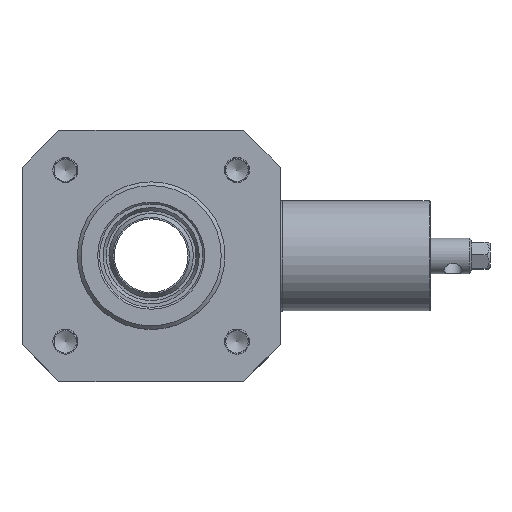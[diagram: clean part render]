
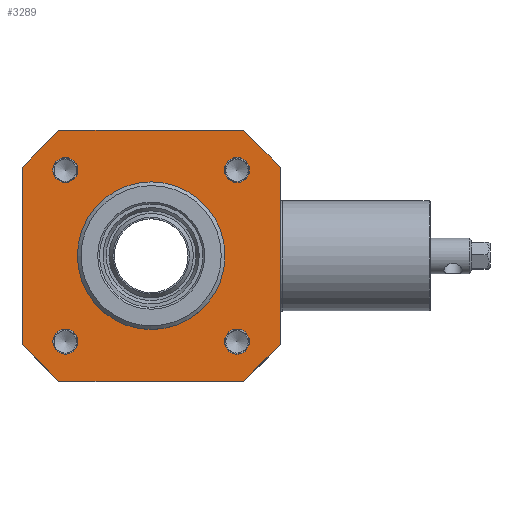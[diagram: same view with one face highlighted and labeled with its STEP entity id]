
A CAD part, top view. The second image highlights one B-rep face of the part: STEP entity #3289.
In plain terms, the highlighted planar face has unit normal (0, 0, 1).
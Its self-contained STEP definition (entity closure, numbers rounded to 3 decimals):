
#289=LINE('',#5083,#467);
#290=LINE('',#5085,#468);
#291=LINE('',#5087,#469);
#292=LINE('',#5089,#470);
#293=LINE('',#5091,#471);
#294=LINE('',#5093,#472);
#295=LINE('',#5095,#473);
#296=LINE('',#5096,#474);
#467=VECTOR('',#3991,48.);
#468=VECTOR('',#3992,14.142);
#469=VECTOR('',#3993,50.);
#470=VECTOR('',#3994,14.142);
#471=VECTOR('',#3995,48.);
#472=VECTOR('',#3996,14.142);
#473=VECTOR('',#3997,50.);
#474=VECTOR('',#3998,14.142);
#639=PLANE('',#3546);
#762=FACE_BOUND('',#1189,.T.);
#763=FACE_BOUND('',#1190,.T.);
#764=FACE_BOUND('',#1191,.T.);
#765=FACE_BOUND('',#1192,.T.);
#766=FACE_BOUND('',#1193,.T.);
#944=FACE_OUTER_BOUND('',#1188,.T.);
#1188=EDGE_LOOP('',(#2476,#2477,#2478,#2479,#2480,#2481,#2482,#2483));
#1189=EDGE_LOOP('',(#2484));
#1190=EDGE_LOOP('',(#2485));
#1191=EDGE_LOOP('',(#2486));
#1192=EDGE_LOOP('',(#2487));
#1193=EDGE_LOOP('',(#2488));
#1601=CIRCLE('',#3547,3.4);
#1602=CIRCLE('',#3548,3.4);
#1603=CIRCLE('',#3549,3.4);
#1604=CIRCLE('',#3550,3.4);
#1605=CIRCLE('',#3551,20.);
#1796=VERTEX_POINT('',#5081);
#1797=VERTEX_POINT('',#5082);
#1798=VERTEX_POINT('',#5084);
#1799=VERTEX_POINT('',#5086);
#1800=VERTEX_POINT('',#5088);
#1801=VERTEX_POINT('',#5090);
#1802=VERTEX_POINT('',#5092);
#1803=VERTEX_POINT('',#5094);
#1804=VERTEX_POINT('',#5097);
#1805=VERTEX_POINT('',#5099);
#1806=VERTEX_POINT('',#5101);
#1807=VERTEX_POINT('',#5103);
#1808=VERTEX_POINT('',#5105);
#2095=EDGE_CURVE('',#1796,#1797,#289,.T.);
#2096=EDGE_CURVE('',#1796,#1798,#290,.T.);
#2097=EDGE_CURVE('',#1799,#1798,#291,.T.);
#2098=EDGE_CURVE('',#1799,#1800,#292,.T.);
#2099=EDGE_CURVE('',#1801,#1800,#293,.T.);
#2100=EDGE_CURVE('',#1801,#1802,#294,.T.);
#2101=EDGE_CURVE('',#1803,#1802,#295,.T.);
#2102=EDGE_CURVE('',#1803,#1797,#296,.T.);
#2103=EDGE_CURVE('',#1804,#1804,#1601,.T.);
#2104=EDGE_CURVE('',#1805,#1805,#1602,.T.);
#2105=EDGE_CURVE('',#1806,#1806,#1603,.T.);
#2106=EDGE_CURVE('',#1807,#1807,#1604,.T.);
#2107=EDGE_CURVE('',#1808,#1808,#1605,.T.);
#2476=ORIENTED_EDGE('',*,*,#2095,.F.);
#2477=ORIENTED_EDGE('',*,*,#2096,.T.);
#2478=ORIENTED_EDGE('',*,*,#2097,.F.);
#2479=ORIENTED_EDGE('',*,*,#2098,.T.);
#2480=ORIENTED_EDGE('',*,*,#2099,.F.);
#2481=ORIENTED_EDGE('',*,*,#2100,.T.);
#2482=ORIENTED_EDGE('',*,*,#2101,.F.);
#2483=ORIENTED_EDGE('',*,*,#2102,.T.);
#2484=ORIENTED_EDGE('',*,*,#2103,.T.);
#2485=ORIENTED_EDGE('',*,*,#2104,.T.);
#2486=ORIENTED_EDGE('',*,*,#2105,.T.);
#2487=ORIENTED_EDGE('',*,*,#2106,.T.);
#2488=ORIENTED_EDGE('',*,*,#2107,.F.);
#3289=ADVANCED_FACE('',(#944,#762,#763,#764,#765,#766),#639,.F.);
#3546=AXIS2_PLACEMENT_3D('',#5080,#3989,#3990);
#3547=AXIS2_PLACEMENT_3D('',#5098,#3999,#4000);
#3548=AXIS2_PLACEMENT_3D('',#5100,#4001,#4002);
#3549=AXIS2_PLACEMENT_3D('',#5102,#4003,#4004);
#3550=AXIS2_PLACEMENT_3D('',#5104,#4005,#4006);
#3551=AXIS2_PLACEMENT_3D('',#5106,#4007,#4008);
#3989=DIRECTION('center_axis',(0.,0.,-1.));
#3990=DIRECTION('ref_axis',(-1.,0.,0.));
#3991=DIRECTION('',(0.,1.,0.));
#3992=DIRECTION('',(0.707,-0.707,0.));
#3993=DIRECTION('',(-1.,0.,0.));
#3994=DIRECTION('',(0.707,0.707,0.));
#3995=DIRECTION('',(0.,-1.,0.));
#3996=DIRECTION('',(-0.707,0.707,0.));
#3997=DIRECTION('',(1.,0.,0.));
#3998=DIRECTION('',(-0.707,-0.707,0.));
#3999=DIRECTION('center_axis',(0.,0.,-1.));
#4000=DIRECTION('ref_axis',(-1.,0.,0.));
#4001=DIRECTION('center_axis',(0.,0.,-1.));
#4002=DIRECTION('ref_axis',(-1.,0.,0.));
#4003=DIRECTION('center_axis',(0.,0.,-1.));
#4004=DIRECTION('ref_axis',(-1.,0.,0.));
#4005=DIRECTION('center_axis',(0.,0.,-1.));
#4006=DIRECTION('ref_axis',(-1.,0.,0.));
#4007=DIRECTION('center_axis',(0.,0.,1.));
#4008=DIRECTION('ref_axis',(1.,0.,0.));
#5080=CARTESIAN_POINT('Origin',(0.,20.,-12.));
#5081=CARTESIAN_POINT('',(-35.,-24.,-12.));
#5082=CARTESIAN_POINT('',(-35.,24.,-12.));
#5083=CARTESIAN_POINT('',(-35.,20.,-12.));
#5084=CARTESIAN_POINT('',(-25.,-34.,-12.));
#5085=CARTESIAN_POINT('',(-25.,-34.,-12.));
#5086=CARTESIAN_POINT('',(25.,-34.,-12.));
#5087=CARTESIAN_POINT('',(0.,-34.,-12.));
#5088=CARTESIAN_POINT('',(35.,-24.,-12.));
#5089=CARTESIAN_POINT('',(35.,-24.,-12.));
#5090=CARTESIAN_POINT('',(35.,24.,-12.));
#5091=CARTESIAN_POINT('',(35.,20.,-12.));
#5092=CARTESIAN_POINT('',(25.,34.,-12.));
#5093=CARTESIAN_POINT('',(25.,34.,-12.));
#5094=CARTESIAN_POINT('',(-25.,34.,-12.));
#5095=CARTESIAN_POINT('',(0.,34.,-12.));
#5096=CARTESIAN_POINT('',(-35.,24.,-12.));
#5097=CARTESIAN_POINT('',(19.85,23.25,-12.));
#5098=CARTESIAN_POINT('Origin',(23.25,23.25,-12.));
#5099=CARTESIAN_POINT('',(19.85,-23.25,-12.));
#5100=CARTESIAN_POINT('Origin',(23.25,-23.25,-12.));
#5101=CARTESIAN_POINT('',(-26.65,-23.25,-12.));
#5102=CARTESIAN_POINT('Origin',(-23.25,-23.25,-12.));
#5103=CARTESIAN_POINT('',(-26.65,23.25,-12.));
#5104=CARTESIAN_POINT('Origin',(-23.25,23.25,-12.));
#5105=CARTESIAN_POINT('',(20.,0.,-12.));
#5106=CARTESIAN_POINT('Origin',(0.,0.,-12.));
